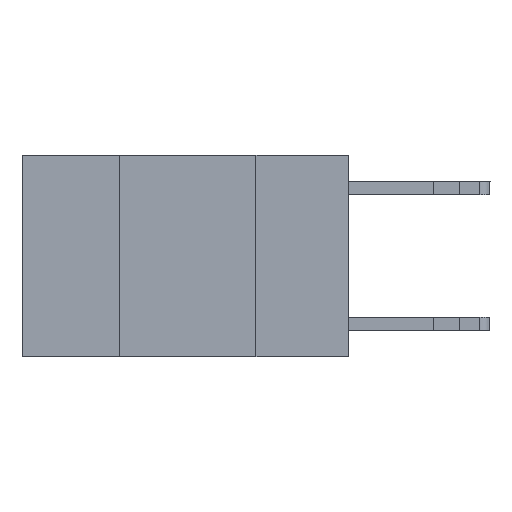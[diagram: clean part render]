
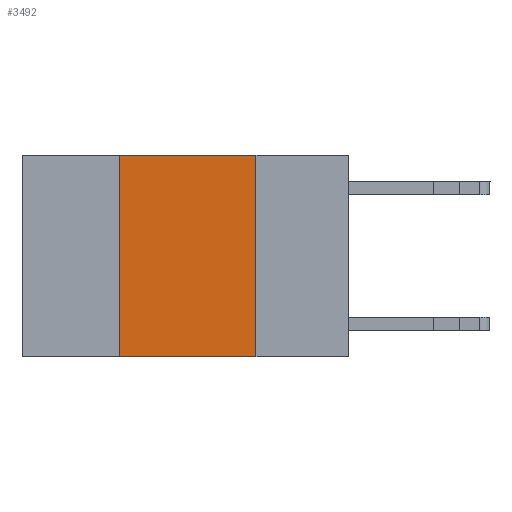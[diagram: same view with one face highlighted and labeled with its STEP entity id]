
A CAD part, left-side view. The second image highlights one B-rep face of the part: STEP entity #3492.
In plain terms, the highlighted planar face has unit normal (-1, 0, 0).
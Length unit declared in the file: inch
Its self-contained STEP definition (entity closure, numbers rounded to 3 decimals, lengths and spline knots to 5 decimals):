
#264 = PLANE ( 'NONE',  #1063 ) ;
#932 = VERTEX_POINT ( 'NONE', #6133 ) ;
#1063 = AXIS2_PLACEMENT_3D ( 'NONE', #4712, #1397, #9057 ) ;
#1397 = DIRECTION ( 'NONE',  ( 1., 0., 0. ) ) ;
#1626 = DIRECTION ( 'NONE',  ( 0., 0., 1. ) ) ;
#1752 = VERTEX_POINT ( 'NONE', #6765 ) ;
#2232 = VERTEX_POINT ( 'NONE', #11348 ) ;
#2326 = VECTOR ( 'NONE', #3651, 39.37008 ) ;
#2544 = CARTESIAN_POINT ( 'NONE',  ( 0., 0.6, 0. ) ) ;
#2820 = ORIENTED_EDGE ( 'NONE', *, *, #6806, .F. ) ;
#3100 = CARTESIAN_POINT ( 'NONE',  ( 0., 0.17, 0. ) ) ;
#3120 = DIRECTION ( 'NONE',  ( 0., 0., -1. ) ) ;
#3430 = EDGE_CURVE ( 'NONE', #1752, #932, #3614, .T. ) ;
#3431 = LINE ( 'NONE', #6054, #9232 ) ;
#3492 = ADVANCED_FACE ( 'NONE', ( #11216 ), #264, .F. ) ;
#3614 = LINE ( 'NONE', #6782, #6173 ) ;
#3640 = EDGE_CURVE ( 'NONE', #1752, #2232, #3431, .T. ) ;
#3651 = DIRECTION ( 'NONE',  ( 0., -1., 0. ) ) ;
#4712 = CARTESIAN_POINT ( 'NONE',  ( 0., 0.6, 0. ) ) ;
#4923 = LINE ( 'NONE', #2544, #2326 ) ;
#5237 = ORIENTED_EDGE ( 'NONE', *, *, #5829, .F. ) ;
#5285 = VECTOR ( 'NONE', #3120, 39.37008 ) ;
#5829 = EDGE_CURVE ( 'NONE', #12894, #932, #8495, .T. ) ;
#6054 = CARTESIAN_POINT ( 'NONE',  ( 0., 0.42, 0. ) ) ;
#6133 = CARTESIAN_POINT ( 'NONE',  ( 0., 0.17, -0.37 ) ) ;
#6173 = VECTOR ( 'NONE', #13170, 39.37008 ) ;
#6765 = CARTESIAN_POINT ( 'NONE',  ( 0., 0.42, -0.37 ) ) ;
#6779 = EDGE_LOOP ( 'NONE', ( #5237, #2820, #13639, #9072 ) ) ;
#6782 = CARTESIAN_POINT ( 'NONE',  ( 0., 0.6, -0.37 ) ) ;
#6806 = EDGE_CURVE ( 'NONE', #2232, #12894, #4923, .T. ) ;
#8495 = LINE ( 'NONE', #13880, #5285 ) ;
#9057 = DIRECTION ( 'NONE',  ( 0., 0., -1. ) ) ;
#9072 = ORIENTED_EDGE ( 'NONE', *, *, #3430, .T. ) ;
#9232 = VECTOR ( 'NONE', #1626, 39.37008 ) ;
#11216 = FACE_OUTER_BOUND ( 'NONE', #6779, .T. ) ;
#11348 = CARTESIAN_POINT ( 'NONE',  ( 0., 0.42, 0. ) ) ;
#12894 = VERTEX_POINT ( 'NONE', #3100 ) ;
#13170 = DIRECTION ( 'NONE',  ( 0., -1., 0. ) ) ;
#13639 = ORIENTED_EDGE ( 'NONE', *, *, #3640, .F. ) ;
#13880 = CARTESIAN_POINT ( 'NONE',  ( 0., 0.17, 0. ) ) ;
